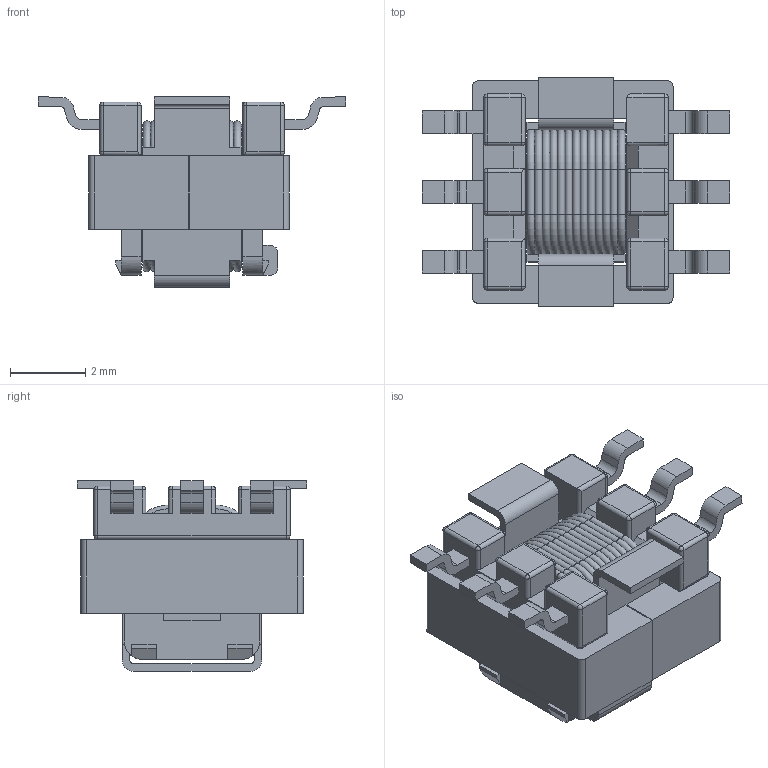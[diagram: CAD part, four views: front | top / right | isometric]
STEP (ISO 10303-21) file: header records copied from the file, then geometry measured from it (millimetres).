
FILE_DESCRIPTION((''),'2;1');
FILE_NAME('B82801B_EE5-MAX','2021-07-24T',('EA6875'),(''),'CREO PARAMETRIC BY PTC INC, 2015480','CREO PARAMETRIC BY PTC INC, 2015480','');
FILE_SCHEMA(('CONFIG_CONTROL_DESIGN','GEOMETRIC_VALIDATION_PROPERTIES_MIM'));
Length unit declared in the file: millimetre
Products named in the file (1): B82801B_EE5-MAX
Bounding box: 8.15 x 6.1 x 5.05 mm (x, y, z)
Volume: 97.9 mm3; surface area: 340.9 mm2
Topology: 1 solids, 1 shells, 465 faces, 1239 edges, 762 vertices
Faces by surface type: plane 198, cylinder 191, torus 52, sphere 24
Entity records: 19433 total; most frequent: CARTESIAN_POINT 4182, DIRECTION 2511, ORIENTED_EDGE 2478, EDGE_CURVE 1239, AXIS2_PLACEMENT_3D 877, VERTEX_POINT 762, VECTOR 757, LINE 757
